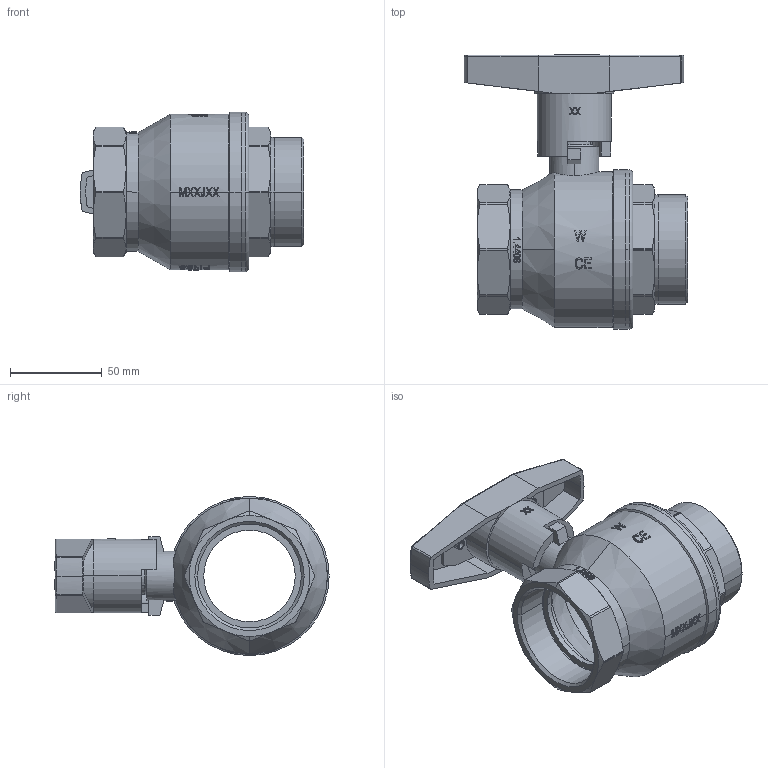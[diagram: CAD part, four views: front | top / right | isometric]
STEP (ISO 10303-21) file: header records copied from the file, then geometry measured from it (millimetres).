
FILE_DESCRIPTION(('OneSpaceDesigner STEP Export'),'2;1');
FILE_NAME('9381-2-STEP-KUNDE.stp','2013-03-26T15:20:29',(''),(''),'OneSpace Designer STEP processor for AP214 (Solid Model)','OneSpace Modeling 15.50D 18-Apr-2008 (C) CoCreate Software GmbH','');
FILE_SCHEMA(('AUTOMOTIVE_DESIGN { 1 0 10303 214 1 1 1 1 }'));
Length unit declared in the file: millimetre
Products named in the file (9): Abdeckkappe-2-a; Einschraubteil-2; Körper-2; Stopfbuchse-1-1_4-2; T-Griff-Al-2-a
Assembly tree (4 placements, depth 2):
  Abdeckkappe-2-a
    Abdeckkappe-2-a
  Einschraubteil-2
  Körper-2
    Körper-2
  Stopfbuchse-1-1_4-2
    Stopfbuchse-1-1_4-2
  T-Griff-Al-2-a
    T-Griff-Al-2-a
Bounding box: 122.05 x 149.8 x 87 mm (x, y, z)
Volume: 205368 mm3; surface area: 102407.7 mm2
Topology: 5 solids, 6 shells, 1504 faces, 4207 edges, 2773 vertices
Faces by surface type: plane 1247, cylinder 165, cone 78, torus 10, sphere 4
Entity records: 49210 total; most frequent: CARTESIAN_POINT 8934, ORIENTED_EDGE 8406, DIRECTION 8005, EDGE_CURVE 4203, VERTEX_POINT 2773, AXIS2_PLACEMENT_3D 2740, VECTOR 2525, LINE 2525
